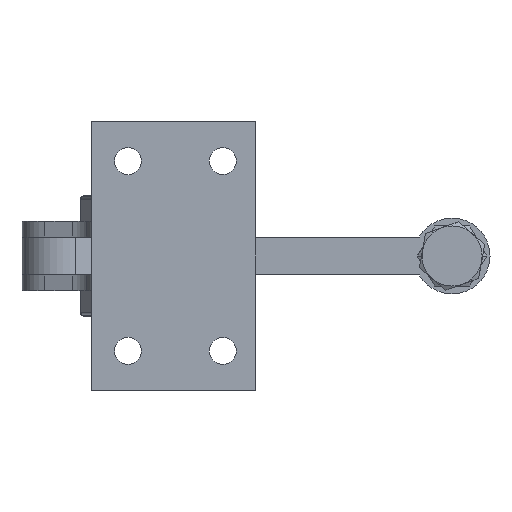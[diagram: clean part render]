
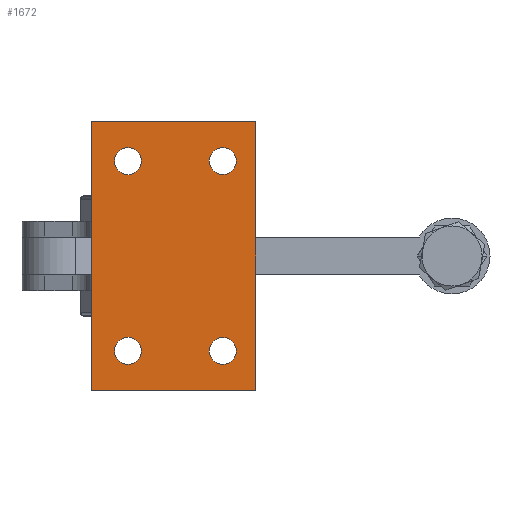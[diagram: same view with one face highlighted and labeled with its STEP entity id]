
A CAD part, front view. The second image highlights one B-rep face of the part: STEP entity #1672.
In plain terms, the highlighted planar face has unit normal (0, -1, 0).
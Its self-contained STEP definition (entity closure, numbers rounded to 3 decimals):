
#808=CARTESIAN_POINT('',(-98.25,1.,-30.));
#809=VERTEX_POINT('',#808);
#818=CARTESIAN_POINT('',(-106.75,1.,-30.));
#819=VERTEX_POINT('',#818);
#820=CARTESIAN_POINT('',(-102.5,1.,-30.));
#821=DIRECTION('',(0.0,1.0,0.0));
#822=DIRECTION('',(1.0,0.0,0.0));
#823=AXIS2_PLACEMENT_3D('',#820,#821,#822);
#824=CIRCLE('',#823,4.25);
#825=EDGE_CURVE('',#819,#809,#824,.T.);
#850=CARTESIAN_POINT('',(-68.25,1.,-30.));
#851=VERTEX_POINT('',#850);
#860=CARTESIAN_POINT('',(-76.75,1.,-30.));
#861=VERTEX_POINT('',#860);
#862=CARTESIAN_POINT('',(-72.5,1.,-30.));
#863=DIRECTION('',(0.0,1.0,0.0));
#864=DIRECTION('',(1.0,0.0,0.0));
#865=AXIS2_PLACEMENT_3D('',#862,#863,#864);
#866=CIRCLE('',#865,4.25);
#867=EDGE_CURVE('',#861,#851,#866,.T.);
#892=CARTESIAN_POINT('',(-68.25,1.,30.));
#893=VERTEX_POINT('',#892);
#902=CARTESIAN_POINT('',(-76.75,1.,30.));
#903=VERTEX_POINT('',#902);
#904=CARTESIAN_POINT('',(-72.5,1.,30.));
#905=DIRECTION('',(0.0,1.0,0.0));
#906=DIRECTION('',(1.0,0.0,0.0));
#907=AXIS2_PLACEMENT_3D('',#904,#905,#906);
#908=CIRCLE('',#907,4.25);
#909=EDGE_CURVE('',#903,#893,#908,.T.);
#934=CARTESIAN_POINT('',(-98.25,1.,30.));
#935=VERTEX_POINT('',#934);
#944=CARTESIAN_POINT('',(-106.75,1.,30.));
#945=VERTEX_POINT('',#944);
#946=CARTESIAN_POINT('',(-102.5,1.,30.));
#947=DIRECTION('',(0.0,1.0,0.0));
#948=DIRECTION('',(1.0,0.0,0.0));
#949=AXIS2_PLACEMENT_3D('',#946,#947,#948);
#950=CIRCLE('',#949,4.25);
#951=EDGE_CURVE('',#945,#935,#950,.T.);
#1553=CARTESIAN_POINT('',(-102.5,1.,30.));
#1554=DIRECTION('',(0.0,1.0,0.0));
#1555=DIRECTION('',(1.0,0.0,0.0));
#1556=AXIS2_PLACEMENT_3D('',#1553,#1554,#1555);
#1557=CIRCLE('',#1556,4.25);
#1558=EDGE_CURVE('',#935,#945,#1557,.T.);
#1571=CARTESIAN_POINT('',(-72.5,1.,30.));
#1572=DIRECTION('',(0.0,1.0,0.0));
#1573=DIRECTION('',(1.0,0.0,0.0));
#1574=AXIS2_PLACEMENT_3D('',#1571,#1572,#1573);
#1575=CIRCLE('',#1574,4.25);
#1576=EDGE_CURVE('',#893,#903,#1575,.T.);
#1589=CARTESIAN_POINT('',(-72.5,1.,-30.));
#1590=DIRECTION('',(0.0,1.0,0.0));
#1591=DIRECTION('',(1.0,0.0,0.0));
#1592=AXIS2_PLACEMENT_3D('',#1589,#1590,#1591);
#1593=CIRCLE('',#1592,4.25);
#1594=EDGE_CURVE('',#851,#861,#1593,.T.);
#1607=CARTESIAN_POINT('',(-102.5,1.,-30.));
#1608=DIRECTION('',(0.0,1.0,0.0));
#1609=DIRECTION('',(1.0,0.0,0.0));
#1610=AXIS2_PLACEMENT_3D('',#1607,#1608,#1609);
#1611=CIRCLE('',#1610,4.25);
#1612=EDGE_CURVE('',#809,#819,#1611,.T.);
#1617=CARTESIAN_POINT('',(-88.,1.,0.));
#1618=DIRECTION('',(0.0,-1.0,0.0));
#1619=DIRECTION('',(1.0,0.0,0.0));
#1620=AXIS2_PLACEMENT_3D('',#1617,#1618,#1619);
#1621=PLANE('',#1620);
#1622=CARTESIAN_POINT('',(-62.,1.,-42.5));
#1623=VERTEX_POINT('',#1622);
#1624=CARTESIAN_POINT('',(-62.,1.,42.5));
#1625=VERTEX_POINT('',#1624);
#1626=CARTESIAN_POINT('',(-62.,1.,-42.5));
#1627=DIRECTION('',(0.0,0.0,1.0));
#1628=VECTOR('',#1627,85.);
#1629=LINE('',#1626,#1628);
#1630=EDGE_CURVE('',#1623,#1625,#1629,.T.);
#1631=ORIENTED_EDGE('',*,*,#1630,.T.);
#1632=CARTESIAN_POINT('',(-114.,1.,42.5));
#1633=VERTEX_POINT('',#1632);
#1634=CARTESIAN_POINT('',(-62.,1.,42.5));
#1635=DIRECTION('',(-1.0,0.0,0.0));
#1636=VECTOR('',#1635,52.);
#1637=LINE('',#1634,#1636);
#1638=EDGE_CURVE('',#1625,#1633,#1637,.T.);
#1639=ORIENTED_EDGE('',*,*,#1638,.T.);
#1640=CARTESIAN_POINT('',(-114.,1.,-42.5));
#1641=VERTEX_POINT('',#1640);
#1642=CARTESIAN_POINT('',(-114.,1.,42.5));
#1643=DIRECTION('',(0.0,0.0,-1.0));
#1644=VECTOR('',#1643,85.);
#1645=LINE('',#1642,#1644);
#1646=EDGE_CURVE('',#1633,#1641,#1645,.T.);
#1647=ORIENTED_EDGE('',*,*,#1646,.T.);
#1648=CARTESIAN_POINT('',(-114.,1.,-42.5));
#1649=DIRECTION('',(1.0,0.0,0.0));
#1650=VECTOR('',#1649,52.);
#1651=LINE('',#1648,#1650);
#1652=EDGE_CURVE('',#1641,#1623,#1651,.T.);
#1653=ORIENTED_EDGE('',*,*,#1652,.T.);
#1654=EDGE_LOOP('',(#1631,#1639,#1647,#1653));
#1655=FACE_OUTER_BOUND('',#1654,.T.);
#1656=ORIENTED_EDGE('',*,*,#951,.T.);
#1657=ORIENTED_EDGE('',*,*,#1558,.T.);
#1658=EDGE_LOOP('',(#1656,#1657));
#1659=FACE_BOUND('',#1658,.T.);
#1660=ORIENTED_EDGE('',*,*,#909,.T.);
#1661=ORIENTED_EDGE('',*,*,#1576,.T.);
#1662=EDGE_LOOP('',(#1660,#1661));
#1663=FACE_BOUND('',#1662,.T.);
#1664=ORIENTED_EDGE('',*,*,#867,.T.);
#1665=ORIENTED_EDGE('',*,*,#1594,.T.);
#1666=EDGE_LOOP('',(#1664,#1665));
#1667=FACE_BOUND('',#1666,.T.);
#1668=ORIENTED_EDGE('',*,*,#825,.T.);
#1669=ORIENTED_EDGE('',*,*,#1612,.T.);
#1670=EDGE_LOOP('',(#1668,#1669));
#1671=FACE_BOUND('',#1670,.T.);
#1672=ADVANCED_FACE('',(#1655,#1659,#1663,#1667,#1671),#1621,.T.);
